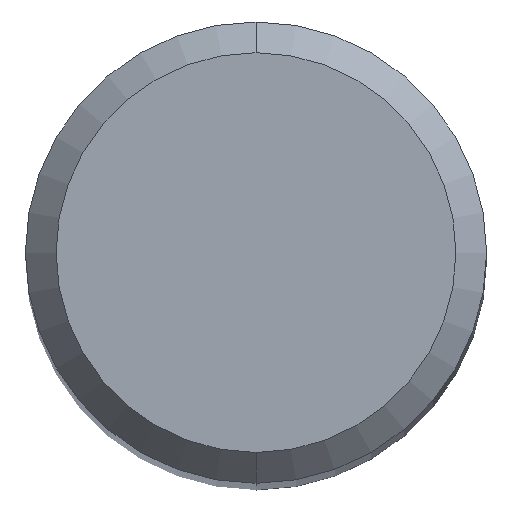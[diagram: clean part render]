
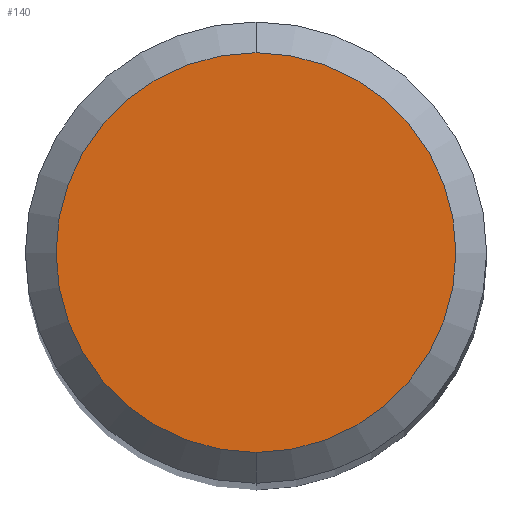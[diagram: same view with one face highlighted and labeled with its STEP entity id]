
A CAD part, top view. The second image highlights one B-rep face of the part: STEP entity #140.
In plain terms, the highlighted planar face has unit normal (0, 0, 1).
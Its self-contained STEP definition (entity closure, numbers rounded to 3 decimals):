
#106=EDGE_CURVE('',#156,#142,#232,.T.);
#124=EDGE_CURVE('',#142,#156,#253,.T.);
#140=ADVANCED_FACE('',(#271),#272,.T.);
#142=VERTEX_POINT('',#274);
#156=VERTEX_POINT('',#292);
#232=CIRCLE('',#376,2.6);
#253=CIRCLE('',#404,2.6);
#271=FACE_OUTER_BOUND('',#423,.T.);
#272=PLANE('',#424);
#274=CARTESIAN_POINT('',(0.0,2.6,0.0));
#292=CARTESIAN_POINT('',(0.,-2.6,0.0));
#376=AXIS2_PLACEMENT_3D('',#517,#518,#519);
#404=AXIS2_PLACEMENT_3D('',#550,#551,#552);
#423=EDGE_LOOP('',(#572,#573));
#424=AXIS2_PLACEMENT_3D('',#574,#575,#576);
#517=CARTESIAN_POINT('',(0.0,0.0,0.0));
#518=DIRECTION('',(0.0,0.0,-1.0));
#519=DIRECTION('',(0.0,1.0,0.0));
#550=CARTESIAN_POINT('',(0.0,0.0,0.0));
#551=DIRECTION('',(0.0,0.0,-1.0));
#552=DIRECTION('',(0.0,1.0,0.0));
#572=ORIENTED_EDGE('',*,*,#124,.F.);
#573=ORIENTED_EDGE('',*,*,#106,.F.);
#574=CARTESIAN_POINT('',(0.0,1.3,0.0));
#575=DIRECTION('',(-0.0,0.0,1.0));
#576=DIRECTION('',(0.0,-1.0,0.0));
